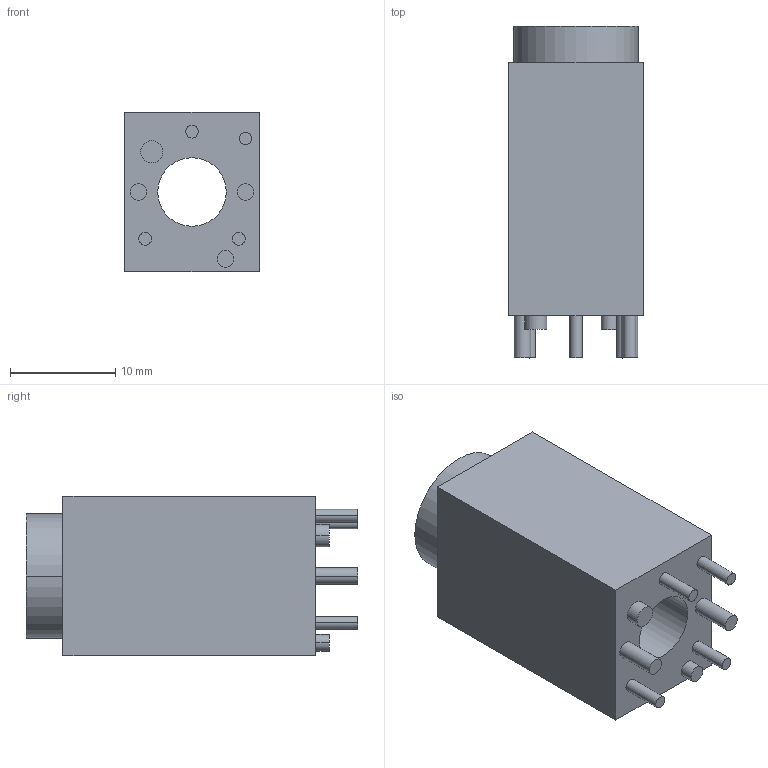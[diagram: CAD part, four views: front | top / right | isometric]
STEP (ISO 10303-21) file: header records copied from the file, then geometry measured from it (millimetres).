
FILE_DESCRIPTION((''),'2;1');
FILE_NAME('D-NJ6FD-V','2013-05-24T',('odo'),(''),'PRO/ENGINEER BY PARAMETRIC TECHNOLOGY CORPORATION, 2011310','PRO/ENGINEER BY PARAMETRIC TECHNOLOGY CORPORATION, 2011310','');
FILE_SCHEMA(('AUTOMOTIVE_DESIGN_CC2 { 1 2 10303 214 -1 1 5 2 }'));
Length unit declared in the file: millimetre
Products named in the file (1): D-NJ6FD-V
Bounding box: 12.8 x 31.5 x 15.1 mm (x, y, z)
Volume: 4003.2 mm3; surface area: 2505 mm2
Topology: 1 solids, 1 shells, 38 faces, 78 edges, 52 vertices
Faces by surface type: cylinder 22, plane 16
Entity records: 1253 total; most frequent: COLOUR_RGB 209, DIRECTION 198, CARTESIAN_POINT 168, ORIENTED_EDGE 156, AXIS2_PLACEMENT_3D 82, EDGE_CURVE 78, VERTEX_POINT 52, EDGE_LOOP 50
